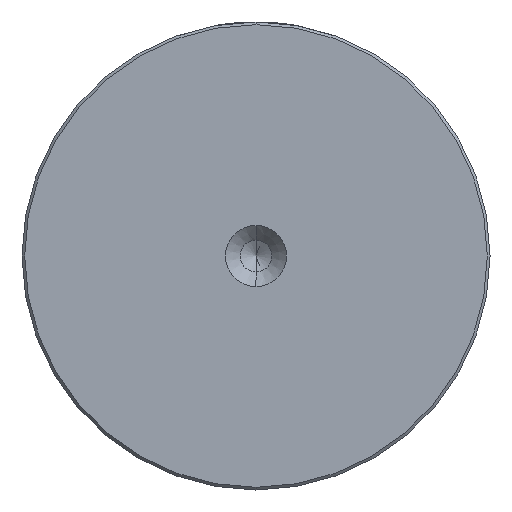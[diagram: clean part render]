
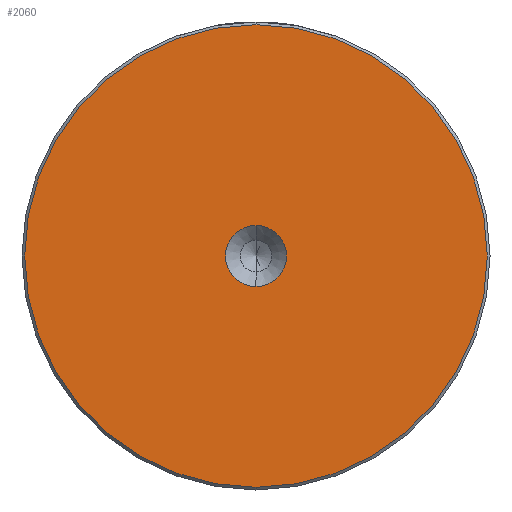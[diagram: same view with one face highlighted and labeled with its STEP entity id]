
A CAD part, left-side view. The second image highlights one B-rep face of the part: STEP entity #2060.
In plain terms, the highlighted planar face has unit normal (-1, 0, 0).
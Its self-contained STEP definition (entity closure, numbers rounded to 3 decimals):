
#120 = VERTEX_POINT ( 'NONE', #1621 ) ;
#131 = DIRECTION ( 'NONE',  ( -1., 0., 0. ) ) ;
#144 = CARTESIAN_POINT ( 'NONE',  ( 0., 0., 0. ) ) ;
#162 = DIRECTION ( 'NONE',  ( 0., 0., 1. ) ) ;
#195 = ORIENTED_EDGE ( 'NONE', *, *, #2716, .T. ) ;
#225 = CIRCLE ( 'NONE', #378, 42.5 ) ;
#251 = CIRCLE ( 'NONE', #617, 5.6 ) ;
#378 = AXIS2_PLACEMENT_3D ( 'NONE', #511, #538, #561 ) ;
#462 = CARTESIAN_POINT ( 'NONE',  ( 0., 0., 0. ) ) ;
#511 = CARTESIAN_POINT ( 'NONE',  ( 0., 0., 0. ) ) ;
#538 = DIRECTION ( 'NONE',  ( -1., 0., 0. ) ) ;
#561 = DIRECTION ( 'NONE',  ( 0., 0., 1. ) ) ;
#617 = AXIS2_PLACEMENT_3D ( 'NONE', #144, #131, #2503 ) ;
#724 = ORIENTED_EDGE ( 'NONE', *, *, #1043, .F. ) ;
#769 = CARTESIAN_POINT ( 'NONE',  ( 0., 0., 5.6 ) ) ;
#805 = EDGE_LOOP ( 'NONE', ( #1532, #195 ) ) ;
#872 = EDGE_CURVE ( 'NONE', #120, #1884, #225, .T. ) ;
#914 = FACE_BOUND ( 'NONE', #1154, .T. ) ;
#960 = DIRECTION ( 'NONE',  ( -1., 0., 0. ) ) ;
#1043 = EDGE_CURVE ( 'NONE', #2395, #2696, #251, .T. ) ;
#1093 = PLANE ( 'NONE',  #2300 ) ;
#1145 = CIRCLE ( 'NONE', #1269, 5.6 ) ;
#1154 = EDGE_LOOP ( 'NONE', ( #1622, #724 ) ) ;
#1269 = AXIS2_PLACEMENT_3D ( 'NONE', #2198, #960, #2411 ) ;
#1305 = DIRECTION ( 'NONE',  ( 0., 0., 1. ) ) ;
#1425 = DIRECTION ( 'NONE',  ( -1., 0., 0. ) ) ;
#1532 = ORIENTED_EDGE ( 'NONE', *, *, #872, .T. ) ;
#1536 = FACE_OUTER_BOUND ( 'NONE', #805, .T. ) ;
#1621 = CARTESIAN_POINT ( 'NONE',  ( 0., 0., -42.5 ) ) ;
#1622 = ORIENTED_EDGE ( 'NONE', *, *, #2277, .F. ) ;
#1837 = CARTESIAN_POINT ( 'NONE',  ( 0., 0., -5.6 ) ) ;
#1872 = CIRCLE ( 'NONE', #2069, 42.5 ) ;
#1884 = VERTEX_POINT ( 'NONE', #2626 ) ;
#2060 = ADVANCED_FACE ( 'NONE', ( #1536, #914 ), #1093, .T. ) ;
#2069 = AXIS2_PLACEMENT_3D ( 'NONE', #2661, #1425, #162 ) ;
#2198 = CARTESIAN_POINT ( 'NONE',  ( 0., 0., 0. ) ) ;
#2277 = EDGE_CURVE ( 'NONE', #2696, #2395, #1145, .T. ) ;
#2300 = AXIS2_PLACEMENT_3D ( 'NONE', #462, #2544, #1305 ) ;
#2395 = VERTEX_POINT ( 'NONE', #1837 ) ;
#2411 = DIRECTION ( 'NONE',  ( 0., 0., 1. ) ) ;
#2503 = DIRECTION ( 'NONE',  ( 0., 0., 1. ) ) ;
#2544 = DIRECTION ( 'NONE',  ( -1., 0., 0. ) ) ;
#2626 = CARTESIAN_POINT ( 'NONE',  ( 0., 0., 42.5 ) ) ;
#2661 = CARTESIAN_POINT ( 'NONE',  ( 0., 0., 0. ) ) ;
#2696 = VERTEX_POINT ( 'NONE', #769 ) ;
#2716 = EDGE_CURVE ( 'NONE', #1884, #120, #1872, .T. ) ;
